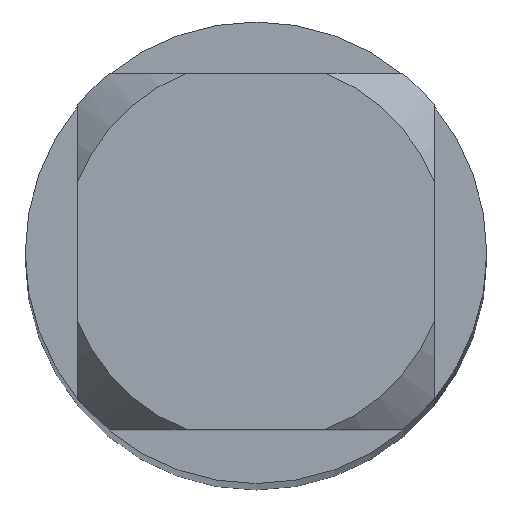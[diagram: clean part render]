
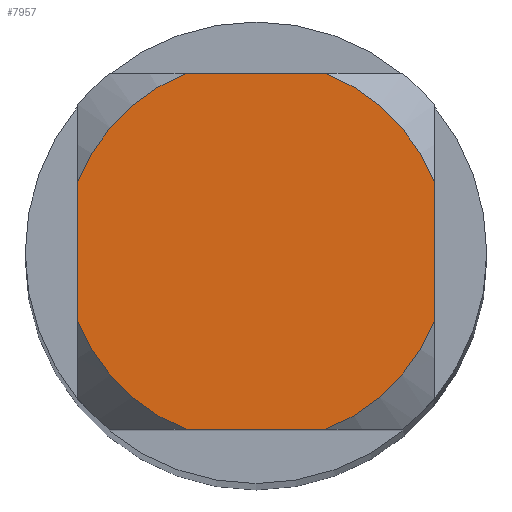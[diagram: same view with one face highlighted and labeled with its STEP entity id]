
A CAD part, top view. The second image highlights one B-rep face of the part: STEP entity #7957.
In plain terms, the highlighted planar face has unit normal (0, 0, 1).
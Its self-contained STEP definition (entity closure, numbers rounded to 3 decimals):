
#3665=EDGE_CURVE('',#6235,#5393,#9139,.T.);
#4525=VERTEX_POINT('',#10085);
#4653=VERTEX_POINT('',#10220);
#4785=EDGE_CURVE('',#4525,#5393,#10366,.T.);
#4829=VERTEX_POINT('',#10415);
#4943=EDGE_CURVE('',#7761,#4653,#10537,.T.);
#5027=EDGE_CURVE('',#4829,#4653,#10626,.T.);
#5393=VERTEX_POINT('',#11033);
#5409=EDGE_CURVE('',#4525,#7857,#11049,.T.);
#6175=EDGE_CURVE('',#6235,#7515,#11886,.T.);
#6235=VERTEX_POINT('',#11951);
#6519=EDGE_CURVE('',#4829,#7515,#12264,.T.);
#6619=EDGE_CURVE('',#7761,#7857,#12377,.T.);
#7515=VERTEX_POINT('',#13347);
#7761=VERTEX_POINT('',#13617);
#7857=VERTEX_POINT('',#13723);
#7957=ADVANCED_FACE('',(#13834),#13835,.T.);
#9139=CIRCLE('',#15927,1.45);
#10085=CARTESIAN_POINT('',(-0.529,-1.35,0.0));
#10220=CARTESIAN_POINT('',(-0.529,1.35,0.0));
#10366=LINE('',#18003,#18004);
#10415=CARTESIAN_POINT('',(0.529,1.35,0.0));
#10537=CIRCLE('',#18312,1.45);
#10626=LINE('',#18485,#18486);
#11033=CARTESIAN_POINT('',(0.529,-1.35,0.0));
#11049=CIRCLE('',#19273,1.45);
#11886=LINE('',#20693,#20694);
#11951=CARTESIAN_POINT('',(1.35,-0.529,0.0));
#12264=CIRCLE('',#21410,1.45);
#12377=LINE('',#21598,#21599);
#13347=CARTESIAN_POINT('',(1.35,0.529,0.0));
#13617=CARTESIAN_POINT('',(-1.35,0.529,0.0));
#13723=CARTESIAN_POINT('',(-1.35,-0.529,0.0));
#13834=FACE_OUTER_BOUND('',#24218,.T.);
#13835=PLANE('',#24219);
#15927=AXIS2_PLACEMENT_3D('',#25582,#25583,#25584);
#18003=CARTESIAN_POINT('',(0.0,-1.35,0.0));
#18004=VECTOR('',#27053,1.0);
#18312=AXIS2_PLACEMENT_3D('',#27208,#27209,#27210);
#18485=CARTESIAN_POINT('',(0.0,1.35,0.0));
#18486=VECTOR('',#27284,1.0);
#19273=AXIS2_PLACEMENT_3D('',#27786,#27787,#27788);
#20693=CARTESIAN_POINT('',(1.35,0.363,0.0));
#20694=VECTOR('',#28896,1.0);
#21410=AXIS2_PLACEMENT_3D('',#29482,#29483,#29484);
#21598=CARTESIAN_POINT('',(-1.35,0.363,0.0));
#21599=VECTOR('',#29627,1.0);
#24218=EDGE_LOOP('',(#31120,#31121,#31122,#31123,#31124,#31125,#31126,#31127));
#24219=AXIS2_PLACEMENT_3D('',#31128,#31129,#31130);
#25582=CARTESIAN_POINT('',(0.0,0.0,0.0));
#25583=DIRECTION('',(0.0,0.0,-1.0));
#25584=DIRECTION('',(0.0,1.0,0.0));
#27053=DIRECTION('',(1.0,0.0,0.0));
#27208=CARTESIAN_POINT('',(0.0,0.0,0.0));
#27209=DIRECTION('',(0.0,0.0,-1.0));
#27210=DIRECTION('',(0.0,1.0,0.0));
#27284=DIRECTION('',(-1.0,0.0,0.0));
#27786=CARTESIAN_POINT('',(0.0,0.0,0.0));
#27787=DIRECTION('',(0.0,0.0,-1.0));
#27788=DIRECTION('',(0.0,1.0,0.0));
#28896=DIRECTION('',(-0.0,1.0,0.0));
#29482=CARTESIAN_POINT('',(0.0,0.0,0.0));
#29483=DIRECTION('',(0.0,0.0,-1.0));
#29484=DIRECTION('',(0.0,1.0,0.0));
#29627=DIRECTION('',(-0.0,-1.0,0.0));
#31120=ORIENTED_EDGE('',*,*,#6619,.T.);
#31121=ORIENTED_EDGE('',*,*,#5409,.F.);
#31122=ORIENTED_EDGE('',*,*,#4785,.T.);
#31123=ORIENTED_EDGE('',*,*,#3665,.F.);
#31124=ORIENTED_EDGE('',*,*,#6175,.T.);
#31125=ORIENTED_EDGE('',*,*,#6519,.F.);
#31126=ORIENTED_EDGE('',*,*,#5027,.T.);
#31127=ORIENTED_EDGE('',*,*,#4943,.F.);
#31128=CARTESIAN_POINT('',(0.0,0.725,0.0));
#31129=DIRECTION('',(-0.0,0.0,1.0));
#31130=DIRECTION('',(0.0,-1.0,0.0));
